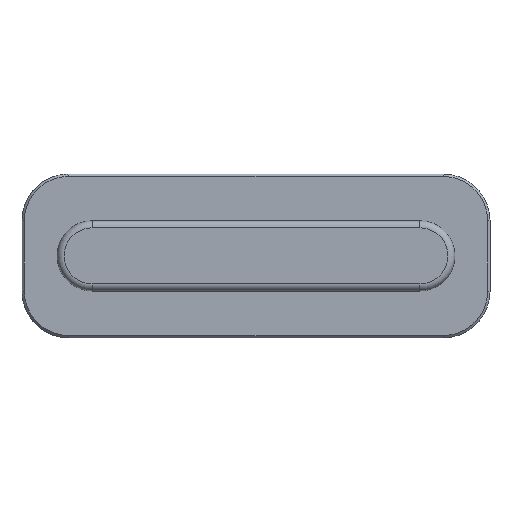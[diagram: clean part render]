
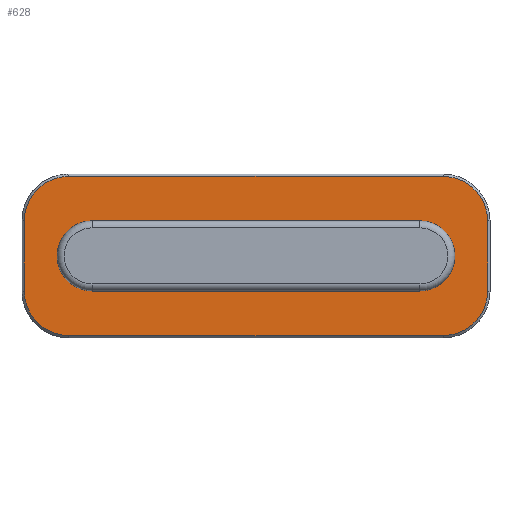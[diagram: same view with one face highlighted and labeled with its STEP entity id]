
A CAD part, top view. The second image highlights one B-rep face of the part: STEP entity #628.
In plain terms, the highlighted planar face has unit normal (0, 0, 1).
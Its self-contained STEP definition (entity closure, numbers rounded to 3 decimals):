
#22=FACE_BOUND('',#216,.T.);
#25=B_SPLINE_CURVE_WITH_KNOTS('',3,(#1098,#1099,#1100,#1101,#1102,#1103,
#1104),.UNSPECIFIED.,.F.,.F.,(4,1,1,1,4),(0.,0.086,0.171,
0.235,0.299),.UNSPECIFIED.);
#26=B_SPLINE_CURVE_WITH_KNOTS('',3,(#1107,#1108,#1109,#1110,#1111,#1112,
#1113),.UNSPECIFIED.,.F.,.F.,(4,1,1,1,4),(0.,0.086,0.171,
0.235,0.299),.UNSPECIFIED.);
#34=PLANE('',#714);
#45=LINE('',#976,#91);
#49=LINE('',#986,#95);
#70=LINE('',#1088,#116);
#72=LINE('',#1092,#118);
#73=LINE('',#1096,#119);
#74=LINE('',#1106,#120);
#91=VECTOR('',#772,10.);
#95=VECTOR('',#784,10.);
#116=VECTOR('',#881,10.);
#118=VECTOR('',#885,10.);
#119=VECTOR('',#888,10.);
#120=VECTOR('',#889,10.);
#172=FACE_OUTER_BOUND('',#215,.T.);
#215=EDGE_LOOP('',(#523,#524,#525,#526,#527,#528,#529,#530));
#216=EDGE_LOOP('',(#531,#532,#533,#534));
#241=CIRCLE('',#673,1.5);
#242=CIRCLE('',#677,1.5);
#261=CIRCLE('',#710,1.9);
#263=CIRCLE('',#715,1.9);
#281=VERTEX_POINT('',#973);
#282=VERTEX_POINT('',#975);
#283=VERTEX_POINT('',#979);
#284=VERTEX_POINT('',#984);
#310=VERTEX_POINT('',#1077);
#311=VERTEX_POINT('',#1078);
#313=VERTEX_POINT('',#1087);
#314=VERTEX_POINT('',#1091);
#315=VERTEX_POINT('',#1093);
#316=VERTEX_POINT('',#1095);
#317=VERTEX_POINT('',#1097);
#318=VERTEX_POINT('',#1105);
#338=EDGE_CURVE('',#282,#281,#45,.T.);
#341=EDGE_CURVE('',#281,#283,#241,.T.);
#343=EDGE_CURVE('',#283,#284,#49,.T.);
#344=EDGE_CURVE('',#282,#284,#242,.T.);
#382=EDGE_CURVE('',#310,#311,#261,.T.);
#387=EDGE_CURVE('',#311,#313,#70,.T.);
#389=EDGE_CURVE('',#314,#310,#72,.T.);
#390=EDGE_CURVE('',#315,#314,#263,.T.);
#391=EDGE_CURVE('',#316,#315,#73,.T.);
#392=EDGE_CURVE('',#317,#316,#25,.T.);
#393=EDGE_CURVE('',#318,#317,#74,.T.);
#394=EDGE_CURVE('',#313,#318,#26,.T.);
#523=ORIENTED_EDGE('',*,*,#382,.F.);
#524=ORIENTED_EDGE('',*,*,#389,.F.);
#525=ORIENTED_EDGE('',*,*,#390,.F.);
#526=ORIENTED_EDGE('',*,*,#391,.F.);
#527=ORIENTED_EDGE('',*,*,#392,.F.);
#528=ORIENTED_EDGE('',*,*,#393,.F.);
#529=ORIENTED_EDGE('',*,*,#394,.F.);
#530=ORIENTED_EDGE('',*,*,#387,.F.);
#531=ORIENTED_EDGE('',*,*,#343,.T.);
#532=ORIENTED_EDGE('',*,*,#344,.F.);
#533=ORIENTED_EDGE('',*,*,#338,.T.);
#534=ORIENTED_EDGE('',*,*,#341,.T.);
#628=ADVANCED_FACE('',(#172,#22),#34,.T.);
#673=AXIS2_PLACEMENT_3D('',#981,#777,#778);
#677=AXIS2_PLACEMENT_3D('',#988,#787,#788);
#710=AXIS2_PLACEMENT_3D('',#1079,#870,#871);
#714=AXIS2_PLACEMENT_3D('',#1090,#883,#884);
#715=AXIS2_PLACEMENT_3D('',#1094,#886,#887);
#772=DIRECTION('',(1.,0.,0.));
#777=DIRECTION('center_axis',(0.,0.,
-1.));
#778=DIRECTION('ref_axis',(0.,-1.,0.));
#784=DIRECTION('',(-1.,0.,0.));
#787=DIRECTION('center_axis',(0.,0.,
1.));
#788=DIRECTION('ref_axis',(0.,-1.,0.));
#870=DIRECTION('center_axis',(0.,0.,
-1.));
#871=DIRECTION('ref_axis',(0.,-1.,0.));
#881=DIRECTION('',(-1.,0.,0.));
#883=DIRECTION('center_axis',(0.,0.,
1.));
#884=DIRECTION('ref_axis',(1.,0.,0.));
#885=DIRECTION('',(0.,-1.,0.));
#886=DIRECTION('center_axis',(0.,0.,
-1.));
#887=DIRECTION('ref_axis',(0.,1.,0.));
#888=DIRECTION('',(1.,0.,0.));
#889=DIRECTION('',(0.,1.,0.));
#973=CARTESIAN_POINT('',(54.875,-22.944,-12.343));
#975=CARTESIAN_POINT('',(40.875,-22.944,-12.343));
#976=CARTESIAN_POINT('',(-71.458,-22.944,-12.343));
#979=CARTESIAN_POINT('',(54.875,-25.944,-12.343));
#981=CARTESIAN_POINT('Origin',(54.875,-24.444,-12.343));
#984=CARTESIAN_POINT('',(40.875,-25.944,-12.343));
#986=CARTESIAN_POINT('',(-37.792,-25.944,-12.343));
#988=CARTESIAN_POINT('Origin',(40.875,-24.444,-12.343));
#1077=CARTESIAN_POINT('',(57.775,-25.944,-12.343));
#1078=CARTESIAN_POINT('',(55.875,-27.844,-12.343));
#1079=CARTESIAN_POINT('Origin',(55.875,-25.944,-12.343));
#1087=CARTESIAN_POINT('',(39.875,-27.844,-12.343));
#1088=CARTESIAN_POINT('',(255.375,-27.844,-12.343));
#1090=CARTESIAN_POINT('Origin',(182.875,-24.444,-12.343));
#1091=CARTESIAN_POINT('',(57.775,-22.944,-12.343));
#1092=CARTESIAN_POINT('',(57.775,-26.194,-12.343));
#1093=CARTESIAN_POINT('',(55.875,-21.044,-12.343));
#1094=CARTESIAN_POINT('Origin',(55.875,-22.944,-12.343));
#1095=CARTESIAN_POINT('',(39.875,-21.044,-12.343));
#1096=CARTESIAN_POINT('',(110.375,-21.044,-12.343));
#1097=CARTESIAN_POINT('',(37.975,-22.944,-12.343));
#1098=CARTESIAN_POINT('Ctrl Pts',(37.975,-22.944,-12.343));
#1099=CARTESIAN_POINT('Ctrl Pts',(37.975,-22.689,-12.343));
#1100=CARTESIAN_POINT('Ctrl Pts',(38.082,-22.127,-12.343));
#1101=CARTESIAN_POINT('Ctrl Pts',(38.609,-21.452,-12.343));
#1102=CARTESIAN_POINT('Ctrl Pts',(39.274,-21.104,-12.343));
#1103=CARTESIAN_POINT('Ctrl Pts',(39.683,-21.044,-12.343));
#1104=CARTESIAN_POINT('Ctrl Pts',(39.875,-21.044,-12.343));
#1105=CARTESIAN_POINT('',(37.975,-25.944,-12.343));
#1106=CARTESIAN_POINT('',(37.975,-26.194,-12.343));
#1107=CARTESIAN_POINT('Ctrl Pts',(39.875,-27.844,-12.343));
#1108=CARTESIAN_POINT('Ctrl Pts',(39.619,-27.844,-12.343));
#1109=CARTESIAN_POINT('Ctrl Pts',(39.058,-27.738,-12.343));
#1110=CARTESIAN_POINT('Ctrl Pts',(38.383,-27.211,-12.343));
#1111=CARTESIAN_POINT('Ctrl Pts',(38.034,-26.546,-12.343));
#1112=CARTESIAN_POINT('Ctrl Pts',(37.975,-26.136,-12.343));
#1113=CARTESIAN_POINT('Ctrl Pts',(37.975,-25.944,-12.343));
